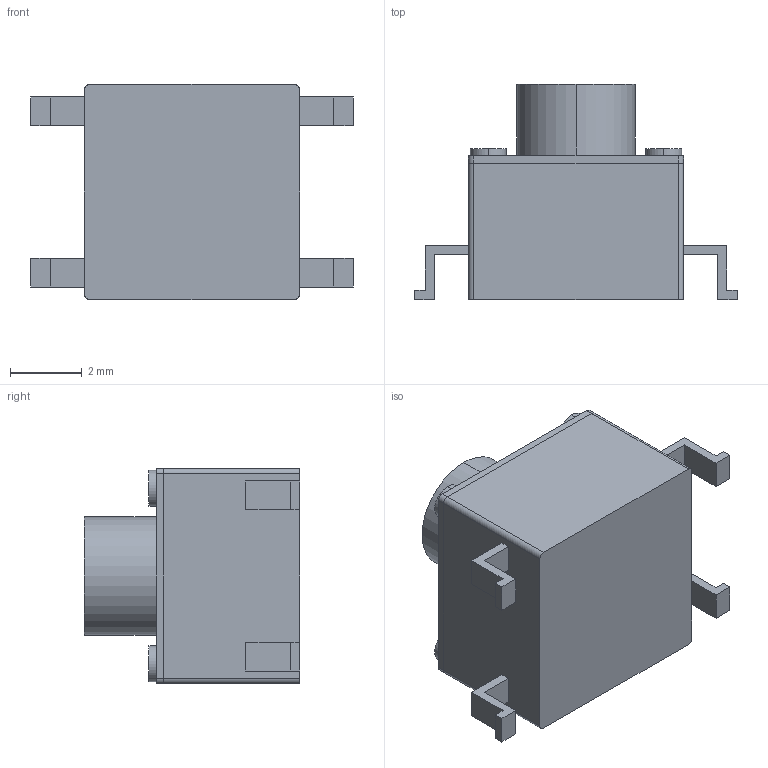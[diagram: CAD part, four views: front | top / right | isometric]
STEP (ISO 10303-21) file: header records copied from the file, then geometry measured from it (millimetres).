
FILE_DESCRIPTION (( 'STEP AP214' ), '1' );
FILE_NAME ('bouton.STEP', '2019-10-18T08:51:41', ( '' ), ( '' ), 'SwSTEP 2.0', 'SolidWorks 2017', '' );
FILE_SCHEMA (( 'AUTOMOTIVE_DESIGN' ));
Length unit declared in the file: millimetre
Products named in the file (1): bouton
Bounding box: 9 x 6 x 6 mm (x, y, z)
Volume: 163.9 mm3; surface area: 271 mm2
Topology: 2 solids, 2 shells, 81 faces, 204 edges, 136 vertices
Faces by surface type: plane 53, cylinder 28
Entity records: 2772 total; most frequent: DIRECTION 424, CARTESIAN_POINT 422, ORIENTED_EDGE 408, EDGE_CURVE 204, VECTOR 148, LINE 148, AXIS2_PLACEMENT_3D 138, VERTEX_POINT 136
